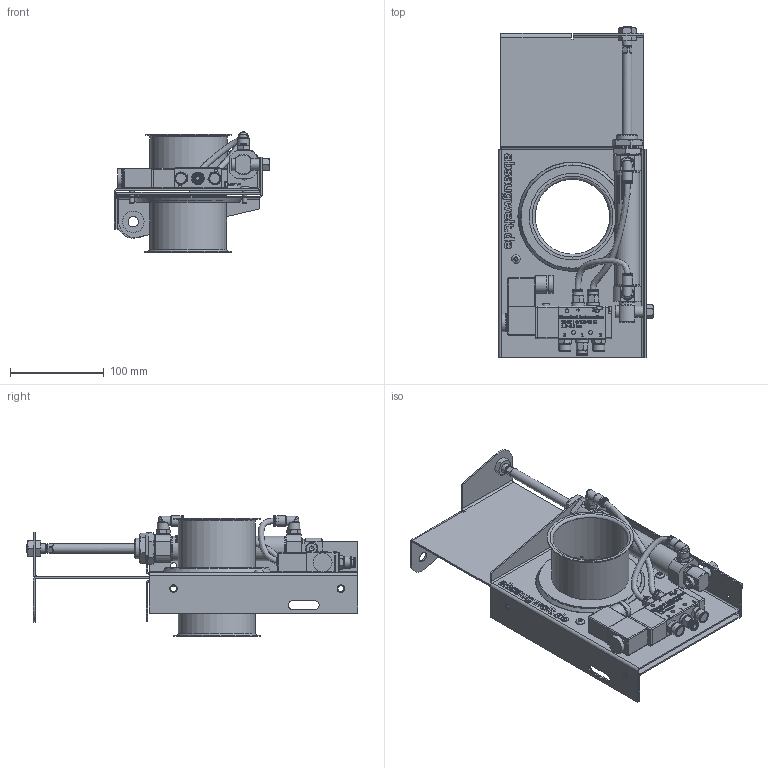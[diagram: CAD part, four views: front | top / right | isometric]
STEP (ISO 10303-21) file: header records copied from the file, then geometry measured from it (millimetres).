
FILE_DESCRIPTION(/* description */ (''),/* implementation_level */ '2;1');
FILE_NAME(/* name */ 'TQP080HP.stp',/* time_stamp */ '2019-02-14T13:27:59+01:00',/* author */ ('Patrick'),/* organization */ (''),/* preprocessor_version */ 'ST-DEVELOPER v16.1',/* originating_system */ 'Autodesk Inventor 2016',/* authorisation */ '');
FILE_SCHEMA (('AUTOMOTIVE_DESIGN { 1 0 10303 214 3 1 1 }'));
Length unit declared in the file: millimetre
Products named in the file (23): Außenblech_80_200; Schieberblech_80_200; ANSI B18.3 - 10-24 UNC - UNC - 0,625(1); Stutzen; MI_Kolbenrohr; MI_Kolbenstange; MI25-M22x1_5 - Nut; MI25-M10x1_5 - Nut; Distanzhülse; DIN 7984 - M8 x 35; DIN EN ISO 4034 - M8; 4V210-06-S1; OR 7.2X1.9; DR6-1_NEU; R200107-N1; 200107_IPSO_01_6_18_22.05.2015; 11_012_4; Ventil_mit_Verschraubung; R202203-I1-N2A; 214602-N2_GEW.-_1-8_1-8; 202203_IPSO_022_6_18_22.09.15; PUN6x4_Schwarz_080; Schieber_80_200
Assembly tree (33 placements, depth 4):
  Schieber_80_200
    Außenblech_80_200  x2
    Schieberblech_80_200
    ANSI B18.3 - 10-24 UNC - UNC - 0,625(1)  x2
    Stutzen  x2
    MI_Kolbenrohr
    MI_Kolbenstange
    MI25-M22x1_5 - Nut  x2
    MI25-M10x1_5 - Nut  x2
    Distanzhülse
    DIN 7984 - M8 x 35
    DIN EN ISO 4034 - M8
    Ventil_mit_Verschraubung
      4V210-06-S1
      200107_IPSO_01_6_18_22.05.2015  x3
        OR 7.2X1.9
        DR6-1_NEU
        R200107-N1
      11_012_4  x2
    202203_IPSO_022_6_18_22.09.15  x2
      OR 7.2X1.9
      DR6-1_NEU
      R202203-I1-N2A
      214602-N2_GEW.-_1-8_1-8
    PUN6x4_Schwarz_080
Bounding box: 164.9 x 352.7 x 127.95 mm (x, y, z)
Volume: 473896.2 mm3; surface area: 438710.5 mm2
Topology: 40 solids, 40 shells, 3261 faces, 8386 edges, 5480 vertices
Faces by surface type: plane 1514, bspline 1122, cylinder 360, cone 216, torus 41, sphere 8
Full cylindrical faces by diameter (mm): 2.8 x2, 3.2 x2, 4 x6, 4.2 x7, 4.6 x2, 4.826 x2, 4.9 x4, 5.4 x2, 5.5 x2, 6 x6, 6.1 x9, 6.2 x5, 6.4 x8, 6.647 x1, 6.8 x1, 8 x4, 8.3 x10, 8.376 x2, 8.566 x7, 9 x9, 9.169 x2, 9.5 x5, 9.6 x5, 9.728 x5, 10 x8, 10.1 x4, 10.5 x2, 10.8 x1, 11 x14, 11.3 x2
Entity records: 99280 total; most frequent: CARTESIAN_POINT 40064, ORIENTED_EDGE 13446, DIRECTION 8890, EDGE_CURVE 6723, VERTEX_POINT 4539, LINE 3622, VECTOR 3622, EDGE_LOOP 3158
